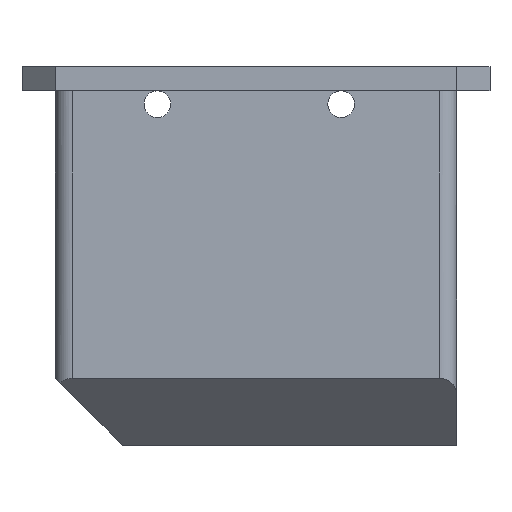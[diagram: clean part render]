
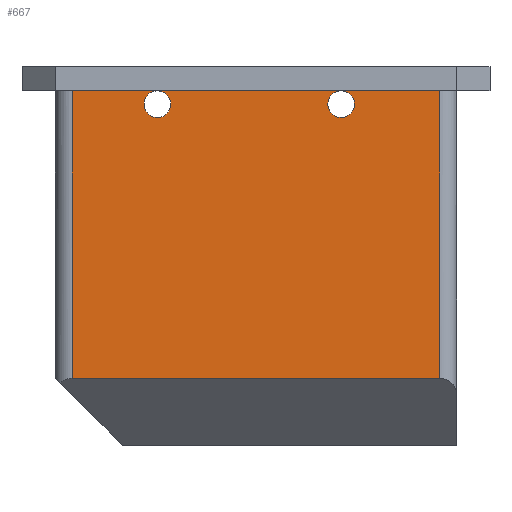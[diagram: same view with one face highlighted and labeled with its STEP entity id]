
A CAD part, left-side view. The second image highlights one B-rep face of the part: STEP entity #667.
In plain terms, the highlighted planar face has unit normal (-1, 0, 0).
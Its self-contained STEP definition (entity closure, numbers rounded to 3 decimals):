
#6 = ORIENTED_EDGE ( 'NONE', *, *, #386, .T. ) ;
#7 = EDGE_CURVE ( 'NONE', #192, #1634, #971, .T. ) ;
#22 = LINE ( 'NONE', #1633, #1723 ) ;
#52 = CARTESIAN_POINT ( 'NONE',  ( -20., -27.5, -45. ) ) ;
#58 = CARTESIAN_POINT ( 'NONE',  ( -20., 27.5, -2. ) ) ;
#74 = CARTESIAN_POINT ( 'NONE',  ( -20., -12.75, -4. ) ) ;
#82 = VERTEX_POINT ( 'NONE', #1095 ) ;
#103 = VERTEX_POINT ( 'NONE', #52 ) ;
#122 = ORIENTED_EDGE ( 'NONE', *, *, #651, .T. ) ;
#139 = DIRECTION ( 'NONE',  ( 1., 0., 0. ) ) ;
#170 = EDGE_CURVE ( 'NONE', #1658, #666, #899, .T. ) ;
#185 = DIRECTION ( 'NONE',  ( 1., 0., 0. ) ) ;
#192 = VERTEX_POINT ( 'NONE', #1387 ) ;
#257 = ORIENTED_EDGE ( 'NONE', *, *, #1767, .T. ) ;
#283 = CARTESIAN_POINT ( 'NONE',  ( -20., 14.75, -4. ) ) ;
#301 = DIRECTION ( 'NONE',  ( 0., 1., 0. ) ) ;
#307 = DIRECTION ( 'NONE',  ( 0., 0., 1. ) ) ;
#314 = CARTESIAN_POINT ( 'NONE',  ( -20., -12.75, -4. ) ) ;
#352 = EDGE_CURVE ( 'NONE', #910, #1634, #1241, .T. ) ;
#374 = ORIENTED_EDGE ( 'NONE', *, *, #1545, .T. ) ;
#386 = EDGE_CURVE ( 'NONE', #1180, #636, #1525, .T. ) ;
#389 = CARTESIAN_POINT ( 'NONE',  ( -20., -27.5, -2. ) ) ;
#392 = VERTEX_POINT ( 'NONE', #389 ) ;
#406 = DIRECTION ( 'NONE',  ( 0., 1., 0. ) ) ;
#438 = CARTESIAN_POINT ( 'NONE',  ( -20., 27.5, -2. ) ) ;
#452 = CIRCLE ( 'NONE', #582, 2. ) ;
#487 = DIRECTION ( 'NONE',  ( 0., 1., 0. ) ) ;
#524 = DIRECTION ( 'NONE',  ( 0., 1., 0. ) ) ;
#542 = CARTESIAN_POINT ( 'NONE',  ( -20., -12.75, -4. ) ) ;
#554 = AXIS2_PLACEMENT_3D ( 'NONE', #1368, #1541, #775 ) ;
#563 = EDGE_CURVE ( 'NONE', #192, #103, #1925, .T. ) ;
#582 = AXIS2_PLACEMENT_3D ( 'NONE', #74, #1133, #1282 ) ;
#599 = CARTESIAN_POINT ( 'NONE',  ( -20., -14.75, -4. ) ) ;
#600 = CARTESIAN_POINT ( 'NONE',  ( -20., 27.5, -50. ) ) ;
#602 = ORIENTED_EDGE ( 'NONE', *, *, #563, .T. ) ;
#628 = CARTESIAN_POINT ( 'NONE',  ( -20., 12.75, -4. ) ) ;
#636 = VERTEX_POINT ( 'NONE', #1828 ) ;
#642 = AXIS2_PLACEMENT_3D ( 'NONE', #283, #139, #406 ) ;
#651 = EDGE_CURVE ( 'NONE', #82, #1180, #1784, .T. ) ;
#666 = VERTEX_POINT ( 'NONE', #1684 ) ;
#667 = ADVANCED_FACE ( 'NONE', ( #872 ), #1056, .F. ) ;
#694 = DIRECTION ( 'NONE',  ( 0., 1., 0. ) ) ;
#696 = AXIS2_PLACEMENT_3D ( 'NONE', #314, #755, #301 ) ;
#704 = DIRECTION ( 'NONE',  ( 1., 0., 0. ) ) ;
#739 = DIRECTION ( 'NONE',  ( 0., -1., 0. ) ) ;
#755 = DIRECTION ( 'NONE',  ( 1., 0., 0. ) ) ;
#775 = DIRECTION ( 'NONE',  ( 0., 1., 0. ) ) ;
#781 = ORIENTED_EDGE ( 'NONE', *, *, #7, .F. ) ;
#796 = EDGE_CURVE ( 'NONE', #666, #910, #1591, .T. ) ;
#828 = VECTOR ( 'NONE', #307, 1000. ) ;
#838 = EDGE_CURVE ( 'NONE', #636, #82, #452, .T. ) ;
#872 = FACE_OUTER_BOUND ( 'NONE', #1892, .T. ) ;
#877 = CARTESIAN_POINT ( 'NONE',  ( -20., -27.5, -45. ) ) ;
#899 = CIRCLE ( 'NONE', #554, 2. ) ;
#910 = VERTEX_POINT ( 'NONE', #1589 ) ;
#924 = DIRECTION ( 'NONE',  ( 0., 1., 0. ) ) ;
#971 = LINE ( 'NONE', #600, #828 ) ;
#1030 = VECTOR ( 'NONE', #1031, 1000. ) ;
#1031 = DIRECTION ( 'NONE',  ( 0., 0., 1. ) ) ;
#1032 = DIRECTION ( 'NONE',  ( 0., 1., 0. ) ) ;
#1056 = PLANE ( 'NONE',  #1538 ) ;
#1093 = CARTESIAN_POINT ( 'NONE',  ( -20., 14.75, -4. ) ) ;
#1095 = CARTESIAN_POINT ( 'NONE',  ( -20., -12.75, -2. ) ) ;
#1096 = EDGE_CURVE ( 'NONE', #82, #910, #22, .T. ) ;
#1133 = DIRECTION ( 'NONE',  ( 1., 0., 0. ) ) ;
#1180 = VERTEX_POINT ( 'NONE', #599 ) ;
#1200 = DIRECTION ( 'NONE',  ( 1., 0., 0. ) ) ;
#1240 = DIRECTION ( 'NONE',  ( 0., 1., 0. ) ) ;
#1241 = LINE ( 'NONE', #1461, #1881 ) ;
#1249 = ORIENTED_EDGE ( 'NONE', *, *, #796, .T. ) ;
#1282 = DIRECTION ( 'NONE',  ( 0., 1., 0. ) ) ;
#1287 = LINE ( 'NONE', #58, #1946 ) ;
#1338 = CARTESIAN_POINT ( 'NONE',  ( -20., -27.5, -50. ) ) ;
#1342 = ORIENTED_EDGE ( 'NONE', *, *, #1096, .T. ) ;
#1346 = AXIS2_PLACEMENT_3D ( 'NONE', #542, #704, #694 ) ;
#1368 = CARTESIAN_POINT ( 'NONE',  ( -20., 14.75, -4. ) ) ;
#1387 = CARTESIAN_POINT ( 'NONE',  ( -20., 27.5, -45. ) ) ;
#1461 = CARTESIAN_POINT ( 'NONE',  ( -20., 27.5, -2. ) ) ;
#1482 = ORIENTED_EDGE ( 'NONE', *, *, #352, .T. ) ;
#1525 = CIRCLE ( 'NONE', #1346, 2. ) ;
#1527 = ORIENTED_EDGE ( 'NONE', *, *, #170, .T. ) ;
#1538 = AXIS2_PLACEMENT_3D ( 'NONE', #1669, #1200, #924 ) ;
#1541 = DIRECTION ( 'NONE',  ( 1., 0., 0. ) ) ;
#1542 = LINE ( 'NONE', #1338, #1030 ) ;
#1545 = EDGE_CURVE ( 'NONE', #910, #1658, #1782, .T. ) ;
#1563 = EDGE_CURVE ( 'NONE', #103, #392, #1542, .T. ) ;
#1589 = CARTESIAN_POINT ( 'NONE',  ( -20., 14.75, -2. ) ) ;
#1591 = CIRCLE ( 'NONE', #1643, 2. ) ;
#1633 = CARTESIAN_POINT ( 'NONE',  ( -20., 27.5, -2. ) ) ;
#1634 = VERTEX_POINT ( 'NONE', #438 ) ;
#1643 = AXIS2_PLACEMENT_3D ( 'NONE', #1093, #185, #1240 ) ;
#1658 = VERTEX_POINT ( 'NONE', #628 ) ;
#1659 = ORIENTED_EDGE ( 'NONE', *, *, #838, .T. ) ;
#1669 = CARTESIAN_POINT ( 'NONE',  ( -20., 27.5, -50. ) ) ;
#1684 = CARTESIAN_POINT ( 'NONE',  ( -20., 16.75, -4. ) ) ;
#1723 = VECTOR ( 'NONE', #1032, 1000. ) ;
#1765 = VECTOR ( 'NONE', #739, 1000. ) ;
#1767 = EDGE_CURVE ( 'NONE', #392, #82, #1287, .T. ) ;
#1782 = CIRCLE ( 'NONE', #642, 2. ) ;
#1784 = CIRCLE ( 'NONE', #696, 2. ) ;
#1812 = ORIENTED_EDGE ( 'NONE', *, *, #1563, .T. ) ;
#1828 = CARTESIAN_POINT ( 'NONE',  ( -20., -10.75, -4. ) ) ;
#1881 = VECTOR ( 'NONE', #524, 1000. ) ;
#1892 = EDGE_LOOP ( 'NONE', ( #374, #1527, #1249, #1482, #781, #602, #1812, #257, #122, #6, #1659, #1342 ) ) ;
#1925 = LINE ( 'NONE', #877, #1765 ) ;
#1946 = VECTOR ( 'NONE', #487, 1000. ) ;
